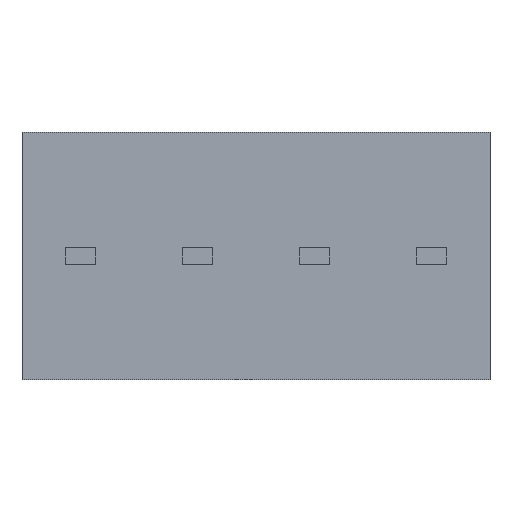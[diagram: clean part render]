
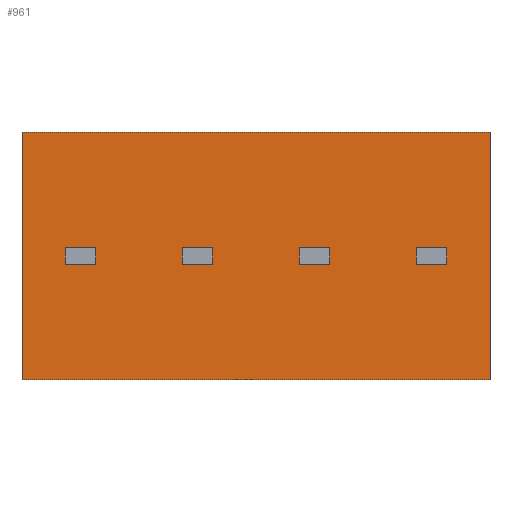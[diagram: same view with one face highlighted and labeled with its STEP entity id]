
A CAD part, front view. The second image highlights one B-rep face of the part: STEP entity #961.
In plain terms, the highlighted planar face has unit normal (0, -1, 0).
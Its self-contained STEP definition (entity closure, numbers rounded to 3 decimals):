
#63=PLANE('',#1047);
#123=FACE_OUTER_BOUND('',#191,.T.);
#191=EDGE_LOOP('',(#822,#823,#824,#825));
#275=LINE('',#1474,#393);
#282=LINE('',#1487,#400);
#284=LINE('',#1491,#402);
#285=LINE('',#1493,#403);
#393=VECTOR('',#1209,10.);
#400=VECTOR('',#1222,10.);
#402=VECTOR('',#1226,10.);
#403=VECTOR('',#1229,10.);
#506=VERTEX_POINT('',#1471);
#507=VERTEX_POINT('',#1473);
#510=VERTEX_POINT('',#1485);
#511=VERTEX_POINT('',#1489);
#611=EDGE_CURVE('',#507,#506,#275,.T.);
#618=EDGE_CURVE('',#506,#510,#282,.T.);
#620=EDGE_CURVE('',#510,#511,#284,.T.);
#621=EDGE_CURVE('',#511,#507,#285,.T.);
#822=ORIENTED_EDGE('',*,*,#621,.T.);
#823=ORIENTED_EDGE('',*,*,#611,.T.);
#824=ORIENTED_EDGE('',*,*,#618,.T.);
#825=ORIENTED_EDGE('',*,*,#620,.T.);
#961=ADVANCED_FACE('',(#123),#63,.F.);
#1047=AXIS2_PLACEMENT_3D('',#1494,#1230,#1231);
#1209=DIRECTION('',(0.,0.,1.));
#1222=DIRECTION('',(-1.,0.,0.));
#1226=DIRECTION('',(0.,0.,-1.));
#1229=DIRECTION('',(1.,0.,0.));
#1230=DIRECTION('center_axis',(0.,1.,0.));
#1231=DIRECTION('ref_axis',(1.,0.,0.));
#1471=CARTESIAN_POINT('',(7.,0.,3.7));
#1473=CARTESIAN_POINT('',(7.,0.,-3.7));
#1474=CARTESIAN_POINT('',(7.,0.,-3.7));
#1485=CARTESIAN_POINT('',(-7.,0.,3.7));
#1487=CARTESIAN_POINT('',(7.,0.,3.7));
#1489=CARTESIAN_POINT('',(-7.,0.,-3.7));
#1491=CARTESIAN_POINT('',(-7.,0.,3.7));
#1493=CARTESIAN_POINT('',(-7.,0.,-3.7));
#1494=CARTESIAN_POINT('Origin',(0.,0.,0.));
